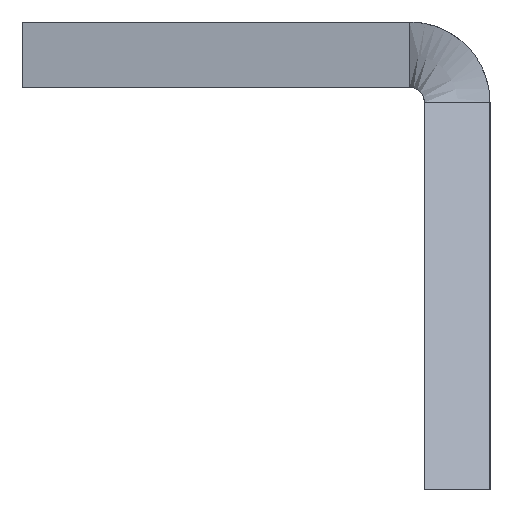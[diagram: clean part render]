
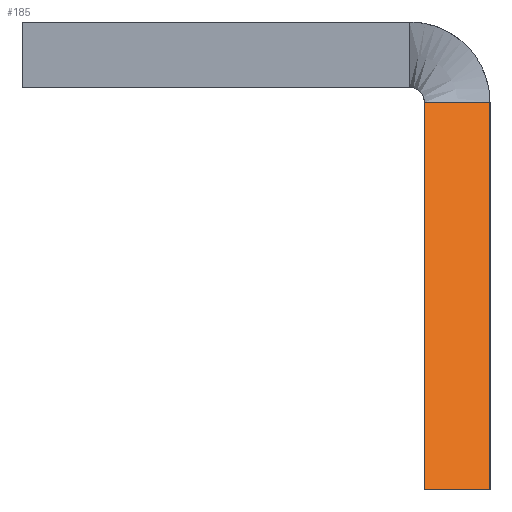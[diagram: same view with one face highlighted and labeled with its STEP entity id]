
A CAD part, left-side view. The second image highlights one B-rep face of the part: STEP entity #185.
In plain terms, the highlighted planar face has unit normal (-0.866, 0, 0.5).
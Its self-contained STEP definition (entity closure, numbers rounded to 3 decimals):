
#17 = EDGE_CURVE ( 'NONE', #49, #60, #213, .T. ) ;
#18 = DIRECTION ( 'NONE',  ( 0., -1., 0. ) ) ;
#23 = FACE_OUTER_BOUND ( 'NONE', #201, .T. ) ;
#49 = VERTEX_POINT ( 'NONE', #269 ) ;
#51 = DIRECTION ( 'NONE',  ( 0.5, 0., 0.866 ) ) ;
#57 = VERTEX_POINT ( 'NONE', #439 ) ;
#60 = VERTEX_POINT ( 'NONE', #260 ) ;
#68 = VERTEX_POINT ( 'NONE', #74 ) ;
#74 = CARTESIAN_POINT ( 'NONE',  ( 20.428, -3.175, 18.832 ) ) ;
#127 = LINE ( 'NONE', #541, #589 ) ;
#174 = VECTOR ( 'NONE', #51, 1000. ) ;
#181 = DIRECTION ( 'NONE',  ( 0.866, 0., -0.5 ) ) ;
#185 = ADVANCED_FACE ( 'NONE', ( #23 ), #387, .F. ) ;
#192 = DIRECTION ( 'NONE',  ( 0.5, 0., 0.866 ) ) ;
#197 = ORIENTED_EDGE ( 'NONE', *, *, #343, .T. ) ;
#201 = EDGE_LOOP ( 'NONE', ( #517, #204, #197, #367 ) ) ;
#204 = ORIENTED_EDGE ( 'NONE', *, *, #17, .T. ) ;
#213 = LINE ( 'NONE', #346, #332 ) ;
#214 = DIRECTION ( 'NONE',  ( 0., -1., 0. ) ) ;
#229 = CARTESIAN_POINT ( 'NONE',  ( 7.167, 0., -4.138 ) ) ;
#260 = CARTESIAN_POINT ( 'NONE',  ( 9.556, -3.175, 0. ) ) ;
#266 = AXIS2_PLACEMENT_3D ( 'NONE', #543, #181, #358 ) ;
#269 = CARTESIAN_POINT ( 'NONE',  ( 9.556, 0., 0. ) ) ;
#332 = VECTOR ( 'NONE', #18, 1000. ) ;
#343 = EDGE_CURVE ( 'NONE', #60, #68, #414, .T. ) ;
#346 = CARTESIAN_POINT ( 'NONE',  ( 9.556, -3.175, 0. ) ) ;
#358 = DIRECTION ( 'NONE',  ( 0.5, 0., 0.866 ) ) ;
#367 = ORIENTED_EDGE ( 'NONE', *, *, #446, .F. ) ;
#387 = PLANE ( 'NONE',  #266 ) ;
#414 = LINE ( 'NONE', #465, #174 ) ;
#439 = CARTESIAN_POINT ( 'NONE',  ( 20.428, 0., 18.832 ) ) ;
#446 = EDGE_CURVE ( 'NONE', #57, #68, #127, .T. ) ;
#465 = CARTESIAN_POINT ( 'NONE',  ( 7.167, -3.175, -4.138 ) ) ;
#481 = VECTOR ( 'NONE', #192, 1000. ) ;
#516 = EDGE_CURVE ( 'NONE', #49, #57, #550, .T. ) ;
#517 = ORIENTED_EDGE ( 'NONE', *, *, #516, .F. ) ;
#541 = CARTESIAN_POINT ( 'NONE',  ( 20.428, 0., 18.832 ) ) ;
#543 = CARTESIAN_POINT ( 'NONE',  ( 7.167, -3.175, -4.138 ) ) ;
#550 = LINE ( 'NONE', #229, #481 ) ;
#589 = VECTOR ( 'NONE', #214, 1000. ) ;
